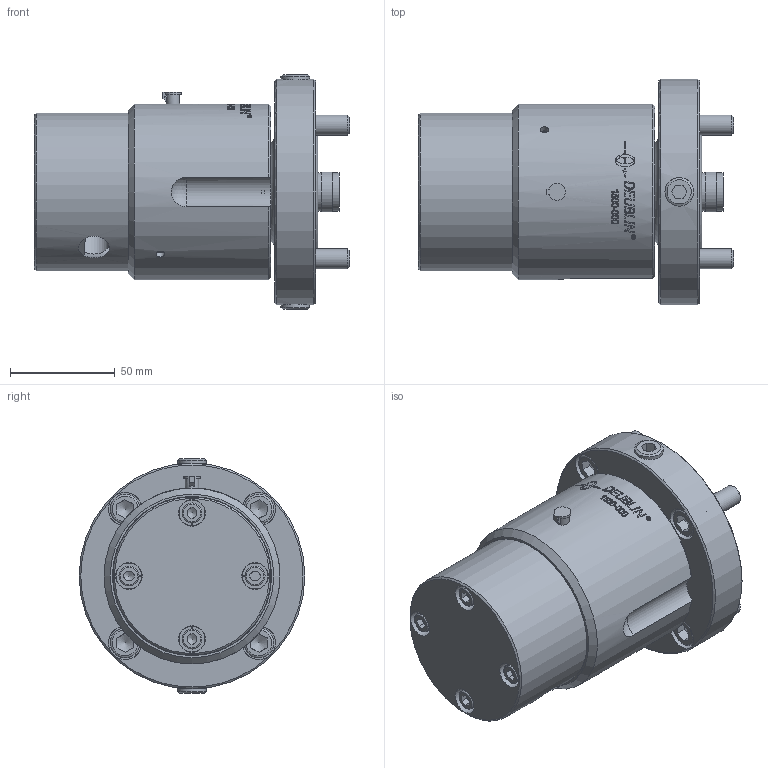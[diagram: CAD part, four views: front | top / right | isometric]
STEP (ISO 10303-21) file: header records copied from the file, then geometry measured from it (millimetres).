
FILE_DESCRIPTION(/* description */ (''),/* implementation_level */ '2;1');
FILE_NAME(/* name */ '1500-000-IC.stp',/* time_stamp */ '2020-05-17T12:12:37-05:00',/* author */ ('Moorera'),/* organization */ (''),/* preprocessor_version */ 'ST-DEVELOPER v18.1',/* originating_system */ 'Autodesk Inventor 2020',/* authorisation */ '');
FILE_SCHEMA (('AUTOMOTIVE_DESIGN { 1 0 10303 214 3 1 1 }'));
Length unit declared in the file: millimetre
Products named in the file (1): 1500-000-IC
Bounding box: 150.66 x 107.95 x 112.2 mm (x, y, z)
Volume: 704918 mm3; surface area: 102686.7 mm2
Topology: 2 solids, 3 shells, 565 faces, 1503 edges, 1019 vertices
Faces by surface type: plane 273, cylinder 123, bspline 101, cone 43, torus 24, sphere 1
Full cylindrical faces by diameter (mm): 0.5 x1, 2.184 x2, 2.4 x2, 3.556 x2, 4 x2, 4.7 x1, 6.35 x5, 6.6 x9, 7.1 x4, 8 x2, 9.525 x8, 9.65 x1, 10 x4, 10.719 x2, 12.7 x5, 14.275 x4, 14.4 x1, 14.6 x2, 16 x4, 18.2 x1, 18.6 x1, 19.05 x1, 19.94 x1, 45 x1, 47.6 x1, 68.1 x1, 73.8 x1, 75.7 x1, 76 x1, 76.07 x1
Entity records: 22530 total; most frequent: CARTESIAN_POINT 8412, ORIENTED_EDGE 2986, DIRECTION 2665, EDGE_CURVE 1493, AXIS2_PLACEMENT_3D 1042, VERTEX_POINT 1019, EDGE_LOOP 665, LINE 581
